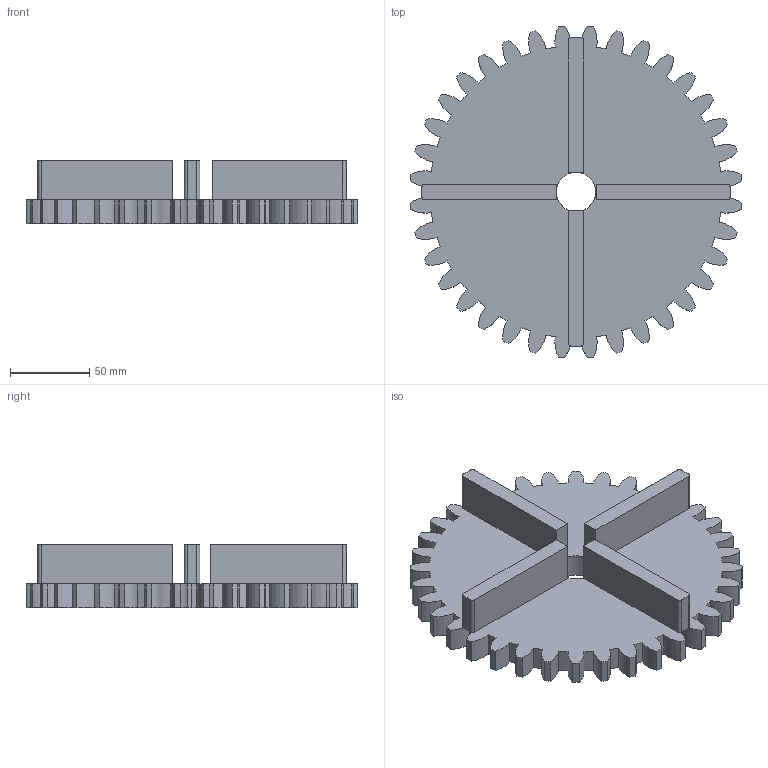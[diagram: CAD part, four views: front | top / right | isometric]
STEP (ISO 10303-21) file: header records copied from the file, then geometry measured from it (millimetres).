
FILE_DESCRIPTION (( 'STEP AP214' ), '1' );
FILE_NAME ('driven gear.STEP', '2023-01-31T14:08:26', ( '' ), ( '' ), 'SwSTEP 2.0', 'SolidWorks 2022', '' );
FILE_SCHEMA (( 'AUTOMOTIVE_DESIGN' ));
Length unit declared in the file: millimetre
Products named in the file (1): driven gear
Bounding box: 209.5 x 209.5 x 40 mm (x, y, z)
Volume: 537909.6 mm3; surface area: 100324.1 mm2
Topology: 1 solids, 1 shells, 193 faces, 566 edges, 374 vertices
Faces by surface type: cylinder 166, plane 27
Entity records: 6648 total; most frequent: DIRECTION 1304, CARTESIAN_POINT 1134, ORIENTED_EDGE 1132, EDGE_CURVE 566, AXIS2_PLACEMENT_3D 544, VERTEX_POINT 374, CIRCLE 350, LINE 216
